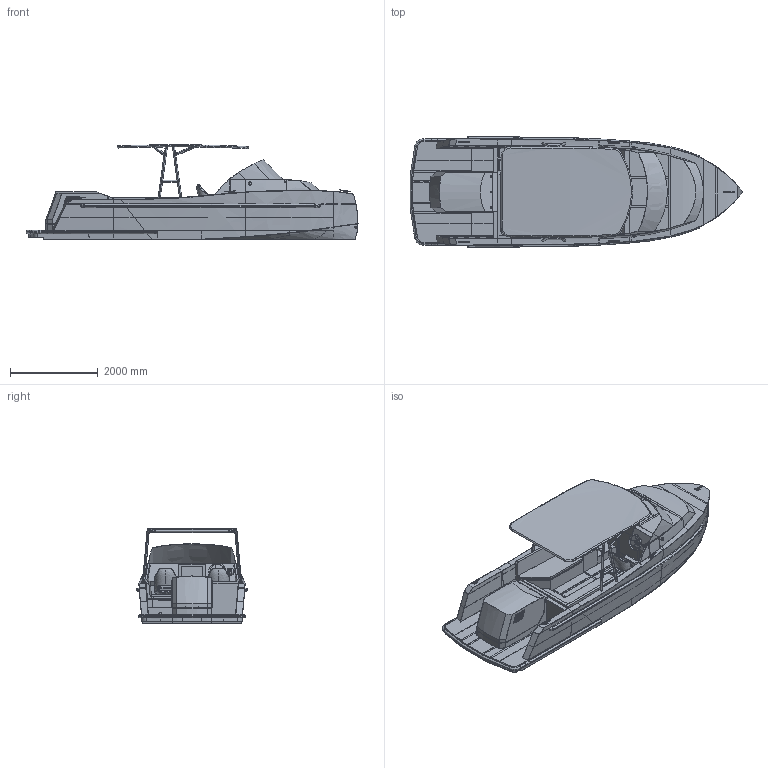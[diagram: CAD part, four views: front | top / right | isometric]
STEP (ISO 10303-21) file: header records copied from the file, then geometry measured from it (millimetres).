
FILE_DESCRIPTION(('FreeCAD Model'),'2;1');
FILE_NAME('Open CASCADE Shape Model','2025-05-05T05:27:37',('FreeCAD'),( 'FreeCAD'),'Open CASCADE STEP processor 7.6','FreeCAD','Unknown');
FILE_SCHEMA(('AUTOMOTIVE_DESIGN { 1 0 10303 214 1 1 1 1 }'));
Length unit declared in the file: millimetre
Products named in the file (1): Open CASCADE STEP translator 7.6 1
Bounding box: 7555.3 x 2521.36 x 2149.33 mm (x, y, z)
Volume: 691032506.9 mm3; surface area: 215319704.7 mm2
Topology: 47 solids, 50 shells, 5833 faces, 16733 edges, 10260 vertices
Faces by surface type: plane 2637, bspline 1472, cylinder 1397, torus 158, cone 106, sphere 63
Full cylindrical faces by diameter (mm): 4 x16, 4.134 x16, 4.5 x16, 5 x16, 5.3 x9, 5.5 x16, 6 x12, 10 x20, 12 x8, 20 x10, 31 x2, 35 x2, 36 x4, 44 x1, 46 x2, 50 x10, 64.577 x2, 65 x6, 76 x1, 80 x1, 86.059 x2, 115 x1, 119.446 x2, 150 x2, 200 x1, 204 x1, 205 x1, 210 x1, 260 x1
Entity records: 707455 total; most frequent: CARTESIAN_POINT 564466, ORIENTED_EDGE 33304, DIRECTION 24979, EDGE_CURVE 16656, VERTEX_POINT 10252, LINE 8337, VECTOR 8337, AXIS2_PLACEMENT_3D 8321
